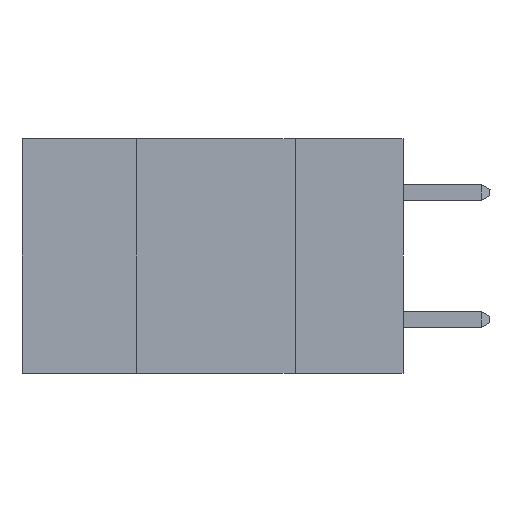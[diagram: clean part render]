
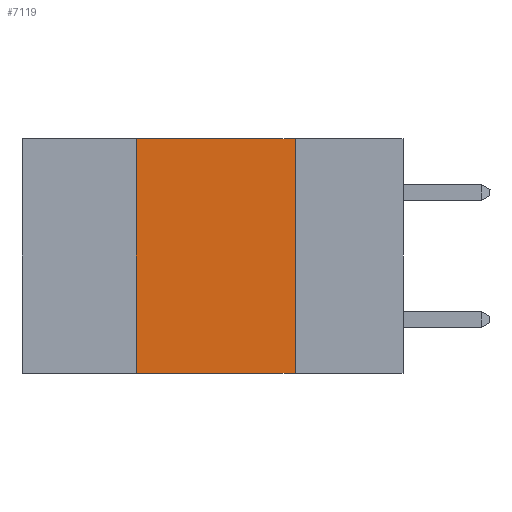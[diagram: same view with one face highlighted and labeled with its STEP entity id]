
A CAD part, left-side view. The second image highlights one B-rep face of the part: STEP entity #7119.
In plain terms, the highlighted planar face has unit normal (-1, 0, 0).
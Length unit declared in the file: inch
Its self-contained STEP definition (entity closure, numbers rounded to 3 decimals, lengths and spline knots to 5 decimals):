
#107 = VECTOR ( 'NONE', #6148, 39.37008 ) ;
#492 = LINE ( 'NONE', #6254, #107 ) ;
#616 = PLANE ( 'NONE',  #5120 ) ;
#685 = DIRECTION ( 'NONE',  ( 0., -1., 0. ) ) ;
#968 = VECTOR ( 'NONE', #10852, 39.37008 ) ;
#1001 = CARTESIAN_POINT ( 'NONE',  ( 0., 0.42, 0. ) ) ;
#1435 = EDGE_CURVE ( 'NONE', #6601, #3976, #492, .T. ) ;
#1823 = VERTEX_POINT ( 'NONE', #1001 ) ;
#3574 = CARTESIAN_POINT ( 'NONE',  ( 0., 0.6, 0. ) ) ;
#3733 = ORIENTED_EDGE ( 'NONE', *, *, #5986, .F. ) ;
#3976 = VERTEX_POINT ( 'NONE', #11265 ) ;
#4105 = CARTESIAN_POINT ( 'NONE',  ( 0., 0.42, -0.37 ) ) ;
#4317 = EDGE_CURVE ( 'NONE', #7233, #3976, #5819, .T. ) ;
#4325 = ORIENTED_EDGE ( 'NONE', *, *, #8722, .F. ) ;
#4531 = ORIENTED_EDGE ( 'NONE', *, *, #4317, .T. ) ;
#4551 = VECTOR ( 'NONE', #10869, 39.37008 ) ;
#5120 = AXIS2_PLACEMENT_3D ( 'NONE', #12908, #13596, #16010 ) ;
#5819 = LINE ( 'NONE', #6736, #8934 ) ;
#5986 = EDGE_CURVE ( 'NONE', #7233, #1823, #11461, .T. ) ;
#6148 = DIRECTION ( 'NONE',  ( 0., 0., -1. ) ) ;
#6254 = CARTESIAN_POINT ( 'NONE',  ( 0., 0.17, 0. ) ) ;
#6601 = VERTEX_POINT ( 'NONE', #12436 ) ;
#6736 = CARTESIAN_POINT ( 'NONE',  ( 0., 0.6, -0.37 ) ) ;
#7119 = ADVANCED_FACE ( 'NONE', ( #10201 ), #616, .F. ) ;
#7233 = VERTEX_POINT ( 'NONE', #4105 ) ;
#7385 = EDGE_LOOP ( 'NONE', ( #13500, #4325, #3733, #4531 ) ) ;
#8722 = EDGE_CURVE ( 'NONE', #1823, #6601, #14239, .T. ) ;
#8934 = VECTOR ( 'NONE', #685, 39.37008 ) ;
#10201 = FACE_OUTER_BOUND ( 'NONE', #7385, .T. ) ;
#10852 = DIRECTION ( 'NONE',  ( 0., 0., 1. ) ) ;
#10869 = DIRECTION ( 'NONE',  ( 0., -1., 0. ) ) ;
#11265 = CARTESIAN_POINT ( 'NONE',  ( 0., 0.17, -0.37 ) ) ;
#11461 = LINE ( 'NONE', #14433, #968 ) ;
#12436 = CARTESIAN_POINT ( 'NONE',  ( 0., 0.17, 0. ) ) ;
#12908 = CARTESIAN_POINT ( 'NONE',  ( 0., 0.6, 0. ) ) ;
#13500 = ORIENTED_EDGE ( 'NONE', *, *, #1435, .F. ) ;
#13596 = DIRECTION ( 'NONE',  ( 1., 0., 0. ) ) ;
#14239 = LINE ( 'NONE', #3574, #4551 ) ;
#14433 = CARTESIAN_POINT ( 'NONE',  ( 0., 0.42, 0. ) ) ;
#16010 = DIRECTION ( 'NONE',  ( 0., 0., -1. ) ) ;
